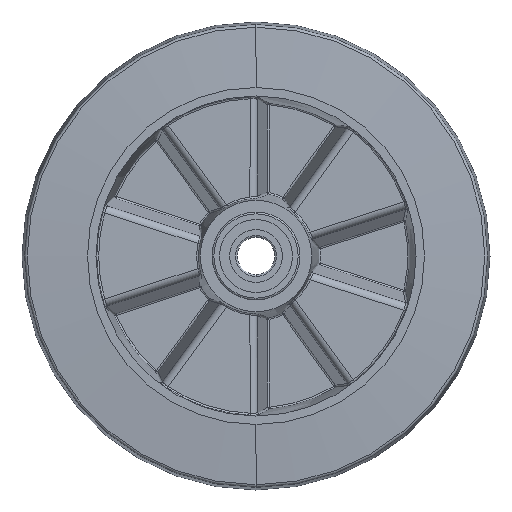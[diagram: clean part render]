
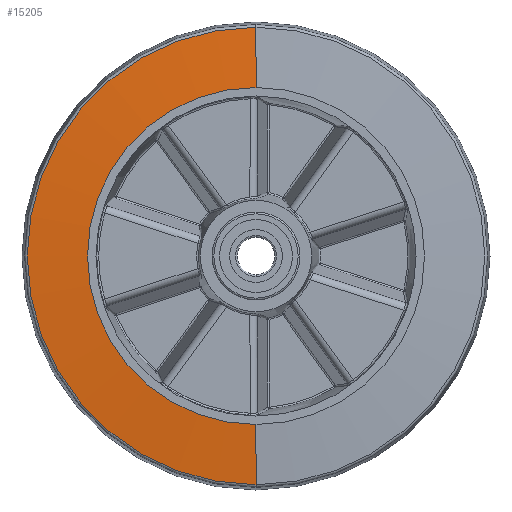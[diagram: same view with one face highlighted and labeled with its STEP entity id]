
A CAD part, left-side view. The second image highlights one B-rep face of the part: STEP entity #15205.
In plain terms, the highlighted conical face has half-angle 85.732 degrees and reference radius 123.5 mm.
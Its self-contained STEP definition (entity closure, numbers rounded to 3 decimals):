
#135 = CARTESIAN_POINT ( 'NONE',  ( 7.5, 0., -123.5 ) ) ;
#967 = CARTESIAN_POINT ( 'NONE',  ( 5., 0., -90. ) ) ;
#1694 = VECTOR ( 'NONE', #18003, 1000. ) ;
#1948 = CARTESIAN_POINT ( 'NONE',  ( 7.5, 0., 0. ) ) ;
#2998 = VERTEX_POINT ( 'NONE', #5607 ) ;
#3104 = CIRCLE ( 'NONE', #5883, 122.202 ) ;
#3193 = EDGE_CURVE ( 'NONE', #4144, #2998, #10971, .T. ) ;
#3203 = CARTESIAN_POINT ( 'NONE',  ( 7.403, 0., 0. ) ) ;
#3868 = EDGE_CURVE ( 'NONE', #11220, #4144, #12304, .T. ) ;
#4062 = CONICAL_SURFACE ( 'NONE', #10799, 123.5, 1.496 ) ;
#4144 = VERTEX_POINT ( 'NONE', #967 ) ;
#4740 = DIRECTION ( 'NONE',  ( 0., 0., 1. ) ) ;
#5012 = EDGE_CURVE ( 'NONE', #7718, #2998, #3104, .T. ) ;
#5114 = ORIENTED_EDGE ( 'NONE', *, *, #14224, .T. ) ;
#5607 = CARTESIAN_POINT ( 'NONE',  ( 7.403, 0., -122.202 ) ) ;
#5883 = AXIS2_PLACEMENT_3D ( 'NONE', #3203, #13656, #4740 ) ;
#7040 = DIRECTION ( 'NONE',  ( -1., 0., 0. ) ) ;
#7242 = CARTESIAN_POINT ( 'NONE',  ( 5., 0., 90. ) ) ;
#7443 = CARTESIAN_POINT ( 'NONE',  ( 7.403, 0., 122.202 ) ) ;
#7718 = VERTEX_POINT ( 'NONE', #7443 ) ;
#8028 = ORIENTED_EDGE ( 'NONE', *, *, #5012, .T. ) ;
#9166 = CARTESIAN_POINT ( 'NONE',  ( 7.5, 0., 123.5 ) ) ;
#10799 = AXIS2_PLACEMENT_3D ( 'NONE', #1948, #10977, #18402 ) ;
#10971 = LINE ( 'NONE', #135, #12357 ) ;
#10977 = DIRECTION ( 'NONE',  ( 1., 0., 0. ) ) ;
#11220 = VERTEX_POINT ( 'NONE', #7242 ) ;
#12198 = AXIS2_PLACEMENT_3D ( 'NONE', #15922, #7040, #17409 ) ;
#12304 = CIRCLE ( 'NONE', #12198, 90. ) ;
#12357 = VECTOR ( 'NONE', #16465, 1000. ) ;
#12401 = ORIENTED_EDGE ( 'NONE', *, *, #3193, .F. ) ;
#13656 = DIRECTION ( 'NONE',  ( -1., 0., 0. ) ) ;
#13843 = FACE_OUTER_BOUND ( 'NONE', #16310, .T. ) ;
#14224 = EDGE_CURVE ( 'NONE', #11220, #7718, #17160, .T. ) ;
#14802 = ORIENTED_EDGE ( 'NONE', *, *, #3868, .F. ) ;
#15205 = ADVANCED_FACE ( 'NONE', ( #13843 ), #4062, .T. ) ;
#15922 = CARTESIAN_POINT ( 'NONE',  ( 5., 0., 0. ) ) ;
#16310 = EDGE_LOOP ( 'NONE', ( #14802, #5114, #8028, #12401 ) ) ;
#16465 = DIRECTION ( 'NONE',  ( 0.074, 0., -0.997 ) ) ;
#17160 = LINE ( 'NONE', #9166, #1694 ) ;
#17409 = DIRECTION ( 'NONE',  ( 0., 0., 1. ) ) ;
#18003 = DIRECTION ( 'NONE',  ( 0.074, 0., 0.997 ) ) ;
#18402 = DIRECTION ( 'NONE',  ( 0., 0., -1. ) ) ;
